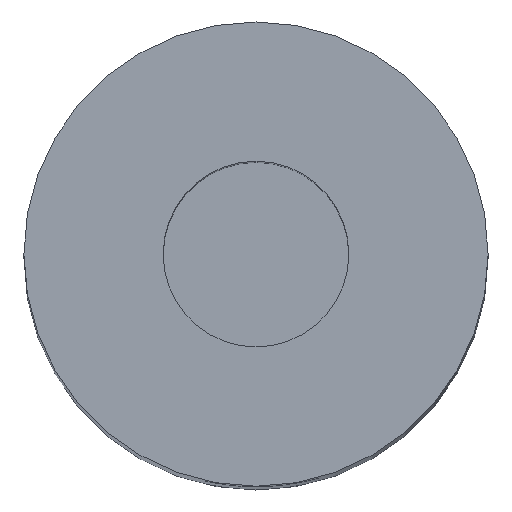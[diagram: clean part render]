
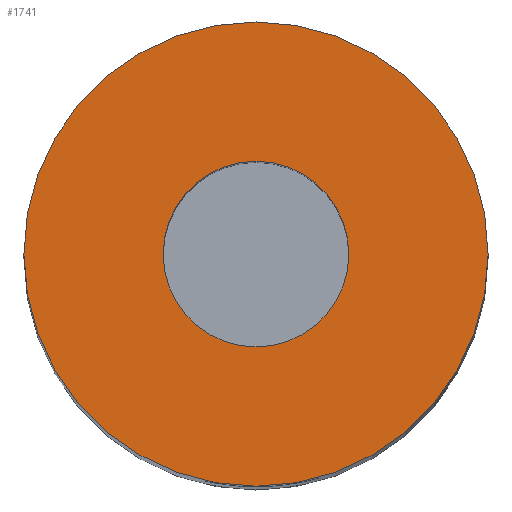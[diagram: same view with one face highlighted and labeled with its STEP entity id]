
A CAD part, top view. The second image highlights one B-rep face of the part: STEP entity #1741.
In plain terms, the highlighted planar face has unit normal (0, 0, 1).
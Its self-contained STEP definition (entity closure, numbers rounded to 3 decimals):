
#18=FACE_BOUND('',#247,.T.);
#25=PLANE('',#1853);
#45=CIRCLE('',#1839,7.5);
#47=CIRCLE('',#1848,3.);
#145=FACE_OUTER_BOUND('',#246,.T.);
#246=EDGE_LOOP('',(#1558));
#247=EDGE_LOOP('',(#1559));
#740=VERTEX_POINT('',#6523);
#756=VERTEX_POINT('',#7426);
#991=EDGE_CURVE('',#740,#740,#45,.T.);
#1024=EDGE_CURVE('',#756,#756,#47,.T.);
#1558=ORIENTED_EDGE('',*,*,#991,.T.);
#1559=ORIENTED_EDGE('',*,*,#1024,.T.);
#1741=ADVANCED_FACE('',(#145,#18),#25,.T.);
#1839=AXIS2_PLACEMENT_3D('',#6524,#2091,#2092);
#1848=AXIS2_PLACEMENT_3D('',#7427,#2112,#2113);
#1853=AXIS2_PLACEMENT_3D('',#7434,#2123,#2124);
#2091=DIRECTION('center_axis',(0.,0.,1.));
#2092=DIRECTION('ref_axis',(1.,0.,0.));
#2112=DIRECTION('center_axis',(0.,0.,-1.));
#2113=DIRECTION('ref_axis',(-1.,0.,0.));
#2123=DIRECTION('center_axis',(0.,0.,1.));
#2124=DIRECTION('ref_axis',(1.,0.,0.));
#6523=CARTESIAN_POINT('',(-7.5,0.,70.));
#6524=CARTESIAN_POINT('Origin',(0.,0.,70.));
#7426=CARTESIAN_POINT('',(3.,0.,70.));
#7427=CARTESIAN_POINT('Origin',(0.,0.,70.));
#7434=CARTESIAN_POINT('Origin',(0.,0.,70.));
